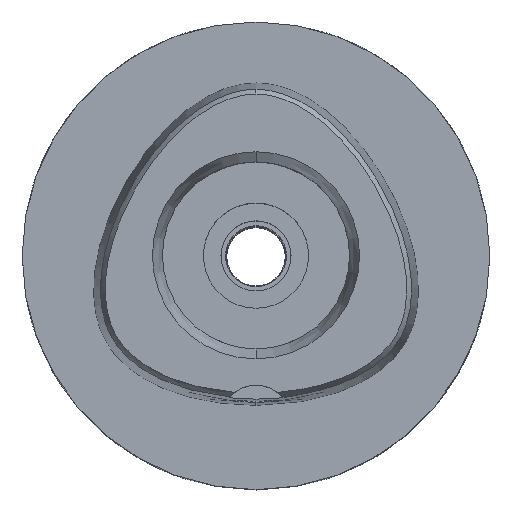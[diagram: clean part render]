
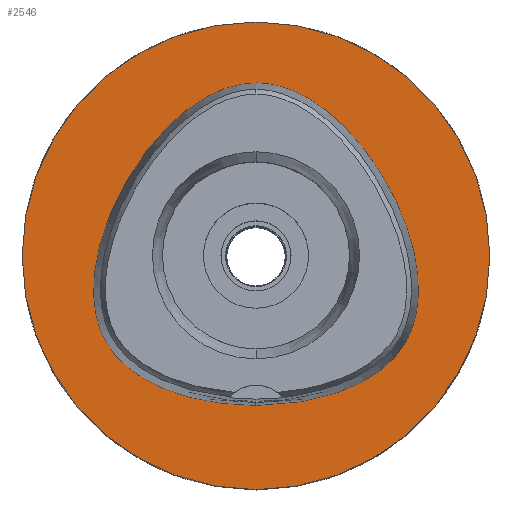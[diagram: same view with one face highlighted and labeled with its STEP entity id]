
A CAD part, top view. The second image highlights one B-rep face of the part: STEP entity #2546.
In plain terms, the highlighted planar face has unit normal (0, 0, 1).
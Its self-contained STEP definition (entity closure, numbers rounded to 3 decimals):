
#317=CARTESIAN_POINT('',(0.,0.,0.));
#318=DIRECTION('',(0.,0.,-1.));
#319=DIRECTION('',(0.,-1.,0.));
#320=AXIS2_PLACEMENT_3D('',#317,#318,#319);
#325=CARTESIAN_POINT('',(0.,0.,0.));
#326=DIRECTION('',(0.,0.,-1.));
#327=DIRECTION('',(0.,1.,0.));
#328=AXIS2_PLACEMENT_3D('',#325,#326,#327);
#333=CARTESIAN_POINT('',(0.,-25.575,0.));
#334=CARTESIAN_POINT('',(1.226,-25.575,0.));
#335=CARTESIAN_POINT('',(3.622,-25.484,
0.));
#336=CARTESIAN_POINT('',(7.094,-25.091,0.));
#337=CARTESIAN_POINT('',(10.293,-24.477,0.));
#338=CARTESIAN_POINT('',(13.168,-23.687,0.));
#339=CARTESIAN_POINT('',(15.697,-22.766,0.));
#340=CARTESIAN_POINT('',(17.889,-21.752,0.));
#341=CARTESIAN_POINT('',(19.771,-20.675,0.));
#342=CARTESIAN_POINT('',(21.375,-19.555,0.));
#343=CARTESIAN_POINT('',(22.734,-18.404,0.));
#344=CARTESIAN_POINT('',(23.882,-17.226,0.));
#345=CARTESIAN_POINT('',(24.838,-16.03,0.));
#346=CARTESIAN_POINT('',(25.634,-14.801,0.));
#347=CARTESIAN_POINT('',(26.301,-13.496,0.));
#348=CARTESIAN_POINT('',(26.86,-12.067,0.));
#349=CARTESIAN_POINT('',(27.305,-10.486,0.));
#350=CARTESIAN_POINT('',(27.622,-8.733,0.));
#351=CARTESIAN_POINT('',(27.791,-6.783,0.));
#352=CARTESIAN_POINT('',(27.782,-4.614,0.));
#353=CARTESIAN_POINT('',(27.563,-2.206,0.));
#354=CARTESIAN_POINT('',(27.096,0.447,0.));
#355=CARTESIAN_POINT('',(26.341,3.334,0.));
#356=CARTESIAN_POINT('',(25.271,6.415,0.));
#357=CARTESIAN_POINT('',(23.878,9.614,0.));
#358=CARTESIAN_POINT('',(22.178,12.827,0.));
#359=CARTESIAN_POINT('',(20.243,15.903,0.));
#360=CARTESIAN_POINT('',(18.169,18.706,0.));
#361=CARTESIAN_POINT('',(16.036,21.169,0.));
#362=CARTESIAN_POINT('',(13.914,23.261,0.));
#363=CARTESIAN_POINT('',(11.852,24.989,0.));
#364=CARTESIAN_POINT('',(9.878,26.378,0.));
#365=CARTESIAN_POINT('',(8.005,27.467,0.));
#366=CARTESIAN_POINT('',(6.233,28.294,0.));
#367=CARTESIAN_POINT('',(4.558,28.894,0.));
#368=CARTESIAN_POINT('',(2.966,29.297,0.));
#369=CARTESIAN_POINT('',(1.45,29.526,
0.));
#370=CARTESIAN_POINT('',(0.477,29.575,
0.));
#371=CARTESIAN_POINT('',(0.,29.575,
0.));
#376=CARTESIAN_POINT('',(0.,29.575,
0.));
#377=CARTESIAN_POINT('',(-0.477,29.575,0.));
#378=CARTESIAN_POINT('',(-1.45,29.526,
0.));
#379=CARTESIAN_POINT('',(-2.966,29.297,0.));
#380=CARTESIAN_POINT('',(-4.557,28.894,0.));
#381=CARTESIAN_POINT('',(-6.233,28.294,0.));
#382=CARTESIAN_POINT('',(-8.004,27.468,0.));
#383=CARTESIAN_POINT('',(-9.877,26.379,0.));
#384=CARTESIAN_POINT('',(-11.851,24.989,0.));
#385=CARTESIAN_POINT('',(-13.913,23.262,0.));
#386=CARTESIAN_POINT('',(-16.035,21.169,0.));
#387=CARTESIAN_POINT('',(-18.169,18.706,0.));
#388=CARTESIAN_POINT('',(-20.243,15.904,0.));
#389=CARTESIAN_POINT('',(-22.177,12.829,0.));
#390=CARTESIAN_POINT('',(-23.875,9.618,0.));
#391=CARTESIAN_POINT('',(-25.27,6.42,0.));
#392=CARTESIAN_POINT('',(-26.34,3.339,0.));
#393=CARTESIAN_POINT('',(-27.094,0.454,0.));
#394=CARTESIAN_POINT('',(-27.562,-2.199,0.));
#395=CARTESIAN_POINT('',(-27.782,-4.606,0.));
#396=CARTESIAN_POINT('',(-27.791,-6.776,0.));
#397=CARTESIAN_POINT('',(-27.623,-8.726,0.));
#398=CARTESIAN_POINT('',(-27.307,-10.479,0.));
#399=CARTESIAN_POINT('',(-26.862,-12.061,0.));
#400=CARTESIAN_POINT('',(-26.304,-13.49,0.));
#401=CARTESIAN_POINT('',(-25.636,-14.797,0.));
#402=CARTESIAN_POINT('',(-24.839,-16.028,0.));
#403=CARTESIAN_POINT('',(-23.884,-17.224,0.));
#404=CARTESIAN_POINT('',(-22.737,-18.401,0.));
#405=CARTESIAN_POINT('',(-21.378,-19.552,0.));
#406=CARTESIAN_POINT('',(-19.775,-20.672,0.));
#407=CARTESIAN_POINT('',(-17.894,-21.75,0.));
#408=CARTESIAN_POINT('',(-15.701,-22.764,0.));
#409=CARTESIAN_POINT('',(-13.171,-23.686,0.));
#410=CARTESIAN_POINT('',(-10.295,-24.476,0.));
#411=CARTESIAN_POINT('',(-7.096,-25.091,0.));
#412=CARTESIAN_POINT('',(-3.622,-25.484,
0.));
#413=CARTESIAN_POINT('',(-1.226,-25.575,0.));
#414=CARTESIAN_POINT('',(0.,-25.575,0.));
#1627=VERTEX_POINT('',#376);
#1628=VERTEX_POINT('',#414);
#1633=CARTESIAN_POINT('',(0.,-40.,0.));
#1634=CARTESIAN_POINT('',(0.,40.,0.));
#1635=VERTEX_POINT('',#1633);
#1636=VERTEX_POINT('',#1634);
#2530=CARTESIAN_POINT('',(0.,0.,0.));
#2531=DIRECTION('',(0.,0.,-1.));
#2532=DIRECTION('',(0.,-1.,0.));
#2533=AXIS2_PLACEMENT_3D('',#2530,#2531,#2532);
#2534=PLANE('',#2533);
#2536=ORIENTED_EDGE('',*,*,#2535,.T.);
#2538=ORIENTED_EDGE('',*,*,#2537,.T.);
#2539=EDGE_LOOP('',(#2536,#2538));
#2540=FACE_OUTER_BOUND('',#2539,.F.);
#2542=ORIENTED_EDGE('',*,*,#2541,.T.);
#2543=ORIENTED_EDGE('',*,*,#2513,.T.);
#2544=EDGE_LOOP('',(#2542,#2543));
#2545=FACE_BOUND('',#2544,.F.);
#321=CIRCLE('',#320,40.);
#329=CIRCLE('',#328,40.);
#372=B_SPLINE_CURVE_WITH_KNOTS('',3,(#333,#334,#335,#336,#337,#338,#339,#340,
#341,#342,#343,#344,#345,#346,#347,#348,#349,#350,#351,#352,#353,#354,#355,#356,
#357,#358,#359,#360,#361,#362,#363,#364,#365,#366,#367,#368,#369,#370,#371),
.UNSPECIFIED.,.F.,.F.,(4,1,1,1,1,1,1,1,1,1,1,1,1,1,1,1,1,1,1,1,1,1,1,1,1,1,1,1,
1,1,1,1,1,1,1,1,4),(0.,0.028,0.056,0.083,
0.111,0.139,0.167,0.194,
0.222,0.25,0.278,0.306,0.333,
0.361,0.389,0.417,0.444,
0.472,0.5,0.528,0.556,0.583,
0.611,0.639,0.667,0.694,
0.722,0.75,0.778,0.806,0.833,
0.861,0.889,0.917,0.944,
0.972,1.),.UNSPECIFIED.);
#415=B_SPLINE_CURVE_WITH_KNOTS('',3,(#376,#377,#378,#379,#380,#381,#382,#383,
#384,#385,#386,#387,#388,#389,#390,#391,#392,#393,#394,#395,#396,#397,#398,#399,
#400,#401,#402,#403,#404,#405,#406,#407,#408,#409,#410,#411,#412,#413,#414),
.UNSPECIFIED.,.F.,.F.,(4,1,1,1,1,1,1,1,1,1,1,1,1,1,1,1,1,1,1,1,1,1,1,1,1,1,1,1,
1,1,1,1,1,1,1,1,4),(0.,0.028,0.056,0.083,
0.111,0.139,0.167,0.194,
0.222,0.25,0.278,0.306,0.333,
0.361,0.389,0.417,0.444,
0.472,0.5,0.528,0.556,0.583,
0.611,0.639,0.667,0.694,
0.722,0.75,0.778,0.806,0.833,
0.861,0.889,0.917,0.944,
0.972,1.),.UNSPECIFIED.);
#2513=EDGE_CURVE('',#1627,#1628,#415,.T.);
#2535=EDGE_CURVE('',#1635,#1636,#321,.T.);
#2537=EDGE_CURVE('',#1636,#1635,#329,.T.);
#2541=EDGE_CURVE('',#1628,#1627,#372,.T.);
#2546=ADVANCED_FACE('',(#2540,#2545),#2534,.F.);
